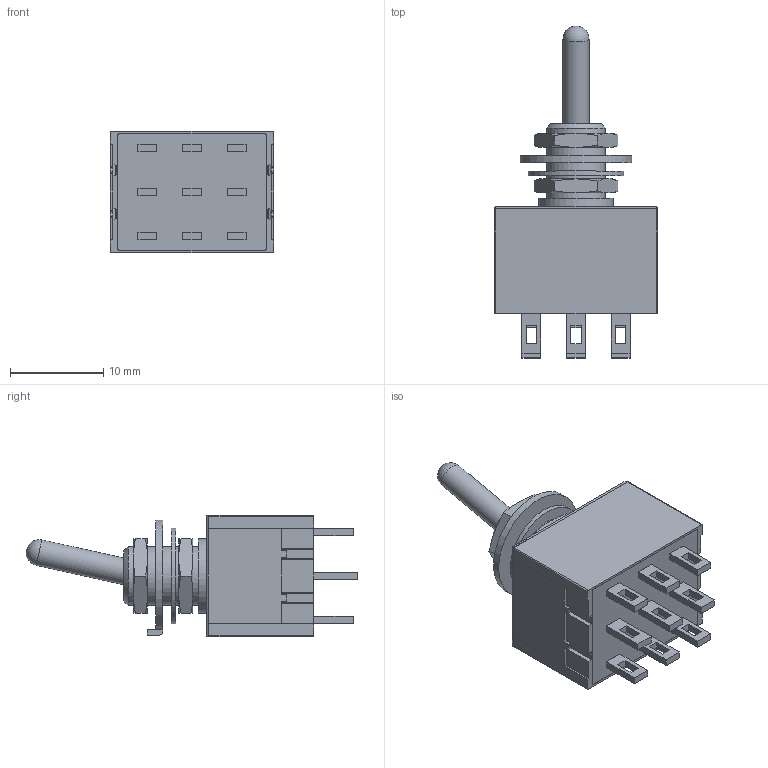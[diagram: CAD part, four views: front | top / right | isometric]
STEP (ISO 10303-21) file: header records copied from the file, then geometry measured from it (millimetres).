
FILE_DESCRIPTION( ( 'STEP AP203' ), '1' );
FILE_NAME( 'M2033SS1W01.stp', '2021-08-14T08:19:31', ( 'License CC BY-ND 4.0' ), ( 'CADENAS' ), ' ', 'PARTsolutions', ' ' );
FILE_SCHEMA( ( 'CONFIG_CONTROL_DESIGN' ) );
Length unit declared in the file: inch
Products named in the file (9): M2033SS1W01; _M20331SS1W01-switch; _M203S1M203-bushing; _AT513H; _AT507H; _AT509; _M203301-terminals; _M20S-toggles; _M20S-caps
Assembly tree (9 placements, depth 2):
  M2033SS1W01
    _M20331SS1W01-switch
    _M203S1M203-bushing
    _AT513H  x2
    _AT507H
    _AT509
    _M203301-terminals
    _M20S-toggles
    _M20S-caps
Bounding box: 17.5 x 35.64 x 13 mm (x, y, z)
Volume: 3083.3 mm3; surface area: 3610.6 mm2
Topology: 8 solids, 8 shells, 333 faces, 875 edges, 578 vertices
Faces by surface type: plane 251, cylinder 52, cone 29, sphere 1
Full cylindrical faces by diameter (mm): 2.794 x1, 4.445 x1, 5.367 x2, 10.211 x1
Entity records: 9821 total; most frequent: CARTESIAN_POINT 1764, ORIENTED_EDGE 1620, DIRECTION 1541, EDGE_CURVE 810, LINE 667, VECTOR 667, VERTEX_POINT 541, AXIS2_PLACEMENT_3D 437
